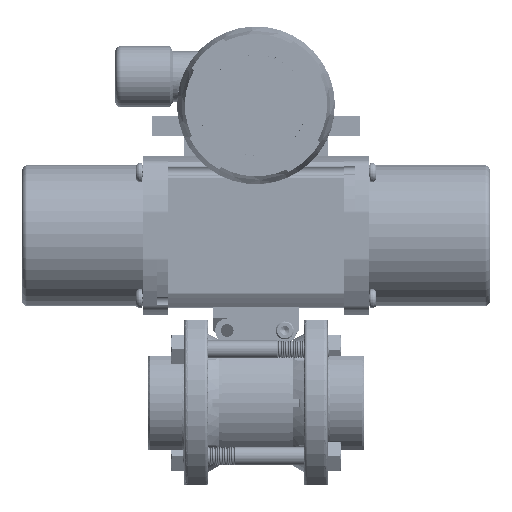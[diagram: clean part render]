
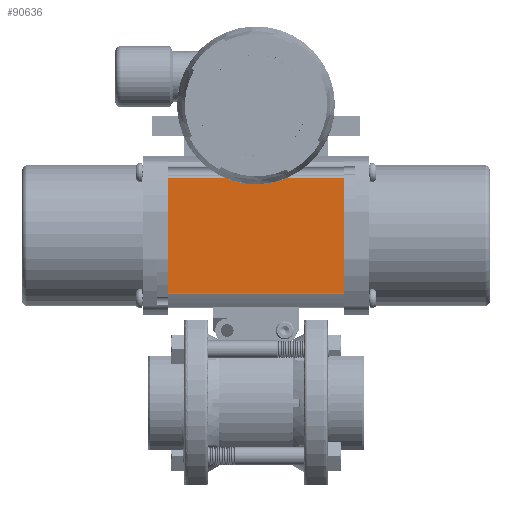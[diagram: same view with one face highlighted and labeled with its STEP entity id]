
A CAD part, top view. The second image highlights one B-rep face of the part: STEP entity #90636.
In plain terms, the highlighted planar face has unit normal (0, 0, 1).
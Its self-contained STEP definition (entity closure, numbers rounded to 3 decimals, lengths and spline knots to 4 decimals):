
#5094 = LINE ( 'NONE', #95245, #192583 ) ;
#7648 = VERTEX_POINT ( 'NONE', #108524 ) ;
#14864 = ORIENTED_EDGE ( 'NONE', *, *, #105475, .T. ) ;
#20717 = PLANE ( 'NONE',  #52933 ) ;
#36570 = ORIENTED_EDGE ( 'NONE', *, *, #107512, .T. ) ;
#39903 = VERTEX_POINT ( 'NONE', #148857 ) ;
#46156 = LINE ( 'NONE', #225530, #137066 ) ;
#52933 = AXIS2_PLACEMENT_3D ( 'NONE', #130355, #166729, #58065 ) ;
#55961 = CARTESIAN_POINT ( 'NONE',  ( 1.5441, 3.8004, 3.281 ) ) ;
#58065 = DIRECTION ( 'NONE',  ( 0., -1., 0. ) ) ;
#60940 = LINE ( 'NONE', #55961, #103574 ) ;
#62368 = EDGE_LOOP ( 'NONE', ( #205448, #36570, #203388, #14864 ) ) ;
#70339 = CARTESIAN_POINT ( 'NONE',  ( -1.5109, 1.7988, 3.281 ) ) ;
#85612 = VERTEX_POINT ( 'NONE', #183340 ) ;
#89362 = EDGE_CURVE ( 'NONE', #200378, #7648, #146201, .T. ) ;
#90636 = ADVANCED_FACE ( 'NONE', ( #194003 ), #20717, .F. ) ;
#95245 = CARTESIAN_POINT ( 'NONE',  ( -5.0238, 1.7988, 3.281 ) ) ;
#98603 = DIRECTION ( 'NONE',  ( -1., 0., 0. ) ) ;
#103574 = VECTOR ( 'NONE', #163870, 39.3701 ) ;
#105475 = EDGE_CURVE ( 'NONE', #200378, #39903, #5094, .T. ) ;
#107512 = EDGE_CURVE ( 'NONE', #85612, #7648, #46156, .T. ) ;
#108524 = CARTESIAN_POINT ( 'NONE',  ( -1.5109, 3.7931, 3.281 ) ) ;
#130355 = CARTESIAN_POINT ( 'NONE',  ( -5.0238, 3.8004, 3.281 ) ) ;
#137066 = VECTOR ( 'NONE', #98603, 39.3701 ) ;
#140520 = VECTOR ( 'NONE', #169212, 39.3701 ) ;
#146201 = LINE ( 'NONE', #151042, #140520 ) ;
#148857 = CARTESIAN_POINT ( 'NONE',  ( 1.5441, 1.7988, 3.281 ) ) ;
#151042 = CARTESIAN_POINT ( 'NONE',  ( -1.5109, 3.8004, 3.281 ) ) ;
#163870 = DIRECTION ( 'NONE',  ( 0., -1., 0. ) ) ;
#166729 = DIRECTION ( 'NONE',  ( 0., 0., -1. ) ) ;
#168121 = DIRECTION ( 'NONE',  ( 1., 0., 0. ) ) ;
#169212 = DIRECTION ( 'NONE',  ( 0., 1., 0. ) ) ;
#183340 = CARTESIAN_POINT ( 'NONE',  ( 1.5441, 3.7931, 3.281 ) ) ;
#183808 = EDGE_CURVE ( 'NONE', #85612, #39903, #60940, .T. ) ;
#192583 = VECTOR ( 'NONE', #168121, 39.3701 ) ;
#194003 = FACE_OUTER_BOUND ( 'NONE', #62368, .T. ) ;
#200378 = VERTEX_POINT ( 'NONE', #70339 ) ;
#203388 = ORIENTED_EDGE ( 'NONE', *, *, #89362, .F. ) ;
#205448 = ORIENTED_EDGE ( 'NONE', *, *, #183808, .F. ) ;
#225530 = CARTESIAN_POINT ( 'NONE',  ( -5.0238, 3.7931, 3.281 ) ) ;
